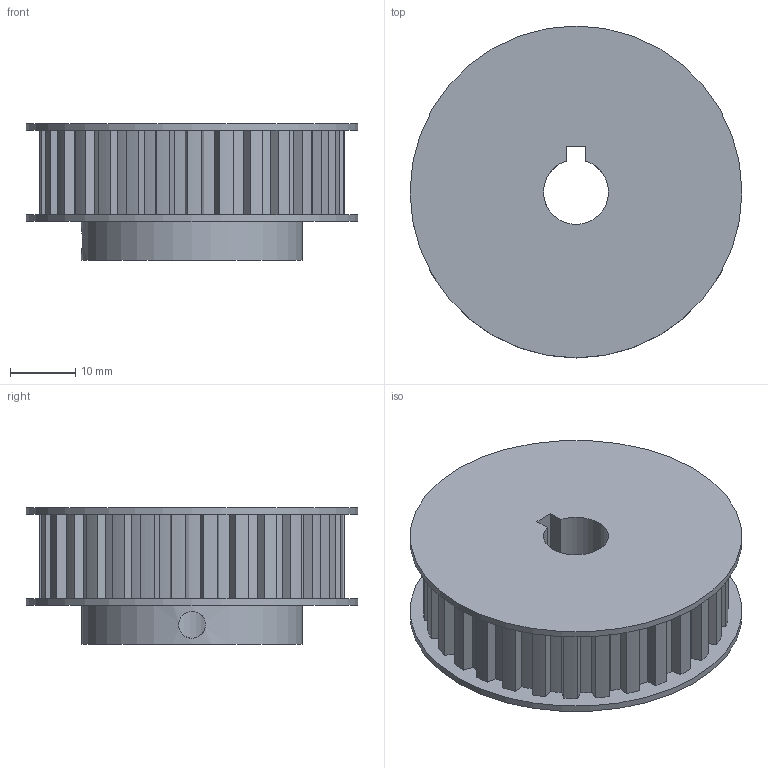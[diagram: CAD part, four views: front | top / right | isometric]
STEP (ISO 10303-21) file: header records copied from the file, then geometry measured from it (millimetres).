
FILE_DESCRIPTION(/* description */ (''),/* implementation_level */ '2;1');
FILE_NAME(/* name */ 'poulie_AL21-T5-30_moteur.stp',/* time_stamp */ '2021-03-29T18:08:43+02:00',/* author */ ('Utilisateur'),/* organization */ (''),/* preprocessor_version */ 'ST-DEVELOPER v16.5',/* originating_system */ 'Autodesk Inventor 2017',/* authorisation */ '');
FILE_SCHEMA (('AUTOMOTIVE_DESIGN { 1 0 10303 214 3 1 1 }'));
Length unit declared in the file: millimetre
Products named in the file (1): poulie_AL21-T5-30_moteur
Bounding box: 51 x 51 x 21 mm (x, y, z)
Volume: 28739.8 mm3; surface area: 9313.3 mm2
Topology: 1 solids, 1 shells, 133 faces, 384 edges, 256 vertices
Faces by surface type: plane 68, cylinder 65
Full cylindrical faces by diameter (mm): 4.134 x1, 34 x1, 51 x2
Entity records: 4486 total; most frequent: CARTESIAN_POINT 836, DIRECTION 774, ORIENTED_EDGE 760, EDGE_CURVE 380, AXIS2_PLACEMENT_3D 262, VERTEX_POINT 256, LINE 250, VECTOR 250
